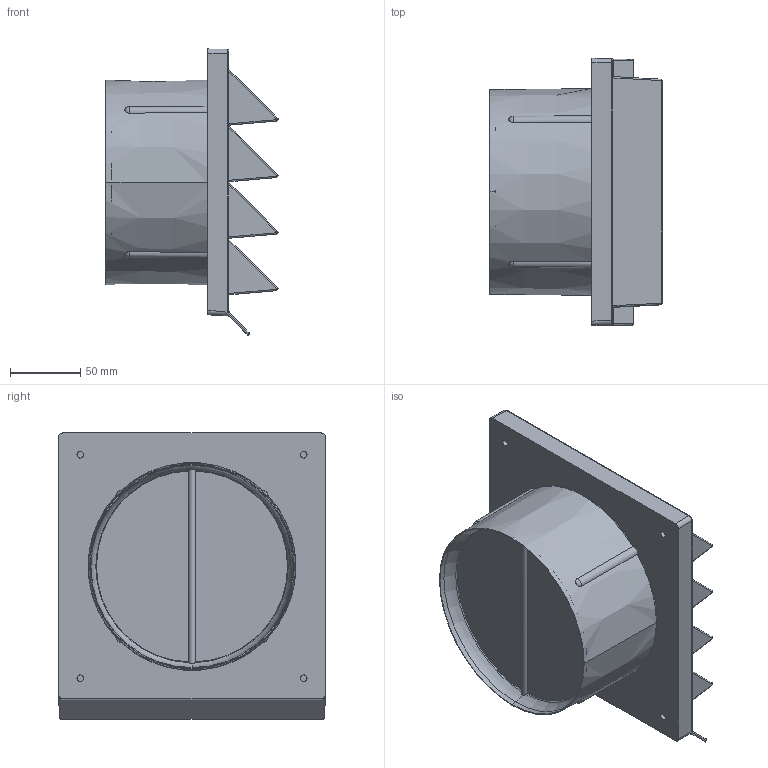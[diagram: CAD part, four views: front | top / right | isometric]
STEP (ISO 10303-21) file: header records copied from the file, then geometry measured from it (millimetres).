
FILE_DESCRIPTION(('STEP AP214'),'1');
FILE_NAME('enjalousie.STP','2023-08-11T13:02:18',(' '),(' '),'Spatial InterOp 3D',' ',' ');
FILE_SCHEMA(('AUTOMOTIVE_DESIGN { 1 0 10303 214 1 1 1 1 }'));
Length unit declared in the file: millimetre
Products named in the file (2): 4044064_V K-Jal 150 Außenjalousie; ASSEM1
Assembly tree (1 placements, depth 2):
  4044064_V K-Jal 150 Außenjalousie
    ASSEM1
Bounding box: 122.45 x 190 x 203.59 mm (x, y, z)
Volume: 1612367.3 mm3; surface area: 203607.7 mm2
Topology: 1 solids, 1 shells, 157 faces, 380 edges, 232 vertices
Faces by surface type: plane 68, cylinder 57, sphere 14, torus 10, cone 4, bspline 4
Entity records: 5992 total; most frequent: CARTESIAN_POINT 2409, ORIENTED_EDGE 760, DIRECTION 698, EDGE_CURVE 380, AXIS2_PLACEMENT_3D 245, VERTEX_POINT 232, LINE 208, VECTOR 208
